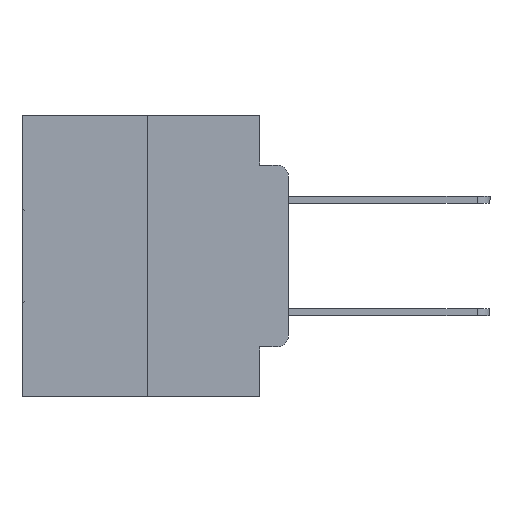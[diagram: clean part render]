
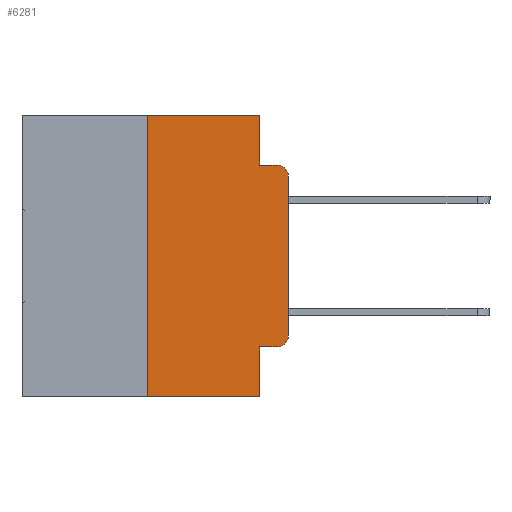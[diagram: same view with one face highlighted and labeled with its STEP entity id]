
A CAD part, left-side view. The second image highlights one B-rep face of the part: STEP entity #6281.
In plain terms, the highlighted planar face has unit normal (-1, 0, 0).
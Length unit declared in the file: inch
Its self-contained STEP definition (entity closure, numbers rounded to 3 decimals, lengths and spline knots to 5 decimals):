
#2838 = AXIS2_PLACEMENT_3D ( 'NONE', #27522, #13045, #29909 ) ;
#2999 = VECTOR ( 'NONE', #17978, 39.37008 ) ;
#3743 = CARTESIAN_POINT ( 'NONE',  ( 0., 0., -0.3915 ) ) ;
#4053 = ORIENTED_EDGE ( 'NONE', *, *, #6191, .F. ) ;
#4106 = ORIENTED_EDGE ( 'NONE', *, *, #18241, .F. ) ;
#4484 = VERTEX_POINT ( 'NONE', #6060 ) ;
#5521 = DIRECTION ( 'NONE',  ( 0., -1., 0. ) ) ;
#5584 = VECTOR ( 'NONE', #13657, 39.37008 ) ;
#6060 = CARTESIAN_POINT ( 'NONE',  ( 0., 0.02, -0.4115 ) ) ;
#6191 = EDGE_CURVE ( 'NONE', #7029, #10668, #13517, .T. ) ;
#6234 = CARTESIAN_POINT ( 'NONE',  ( 0., 0.25, -0.5 ) ) ;
#6281 = ADVANCED_FACE ( 'NONE', ( #11991 ), #22704, .F. ) ;
#6722 = CARTESIAN_POINT ( 'NONE',  ( 0., 0.473, -0.5 ) ) ;
#6926 = LINE ( 'NONE', #7867, #12691 ) ;
#7029 = VERTEX_POINT ( 'NONE', #16298 ) ;
#7696 = CARTESIAN_POINT ( 'NONE',  ( 0., 0.051, 0. ) ) ;
#7741 = ORIENTED_EDGE ( 'NONE', *, *, #25958, .T. ) ;
#7867 = CARTESIAN_POINT ( 'NONE',  ( 0., 0.051, 0. ) ) ;
#8117 = CARTESIAN_POINT ( 'NONE',  ( 0., 0.02, -0.1085 ) ) ;
#8522 = VECTOR ( 'NONE', #26737, 39.37008 ) ;
#8808 = CARTESIAN_POINT ( 'NONE',  ( 0., 0.02, -0.0885 ) ) ;
#10218 = DIRECTION ( 'NONE',  ( 0., 0., -1. ) ) ;
#10471 = LINE ( 'NONE', #17874, #16239 ) ;
#10531 = DIRECTION ( 'NONE',  ( 1., 0., 0. ) ) ;
#10626 = DIRECTION ( 'NONE',  ( 0., 0., -1. ) ) ;
#10668 = VERTEX_POINT ( 'NONE', #28850 ) ;
#11991 = FACE_OUTER_BOUND ( 'NONE', #24989, .T. ) ;
#11997 = VERTEX_POINT ( 'NONE', #8808 ) ;
#12130 = LINE ( 'NONE', #28123, #5584 ) ;
#12691 = VECTOR ( 'NONE', #24932, 39.37008 ) ;
#12954 = CARTESIAN_POINT ( 'NONE',  ( 0., 0.25, 0. ) ) ;
#13045 = DIRECTION ( 'NONE',  ( -1., 0., 0. ) ) ;
#13230 = LINE ( 'NONE', #24372, #25399 ) ;
#13517 = LINE ( 'NONE', #7696, #25677 ) ;
#13657 = DIRECTION ( 'NONE',  ( 0., -1., 0. ) ) ;
#13721 = VERTEX_POINT ( 'NONE', #18258 ) ;
#13774 = VERTEX_POINT ( 'NONE', #6234 ) ;
#14030 = CARTESIAN_POINT ( 'NONE',  ( 0., 0.25, 0. ) ) ;
#15056 = EDGE_CURVE ( 'NONE', #4484, #17131, #27623, .T. ) ;
#15062 = LINE ( 'NONE', #21943, #8522 ) ;
#16172 = EDGE_CURVE ( 'NONE', #19092, #29025, #13230, .T. ) ;
#16239 = VECTOR ( 'NONE', #5521, 39.37008 ) ;
#16298 = CARTESIAN_POINT ( 'NONE',  ( 0., 0.051, -0.4115 ) ) ;
#16951 = LINE ( 'NONE', #12954, #2999 ) ;
#16975 = AXIS2_PLACEMENT_3D ( 'NONE', #25101, #10531, #27456 ) ;
#17131 = VERTEX_POINT ( 'NONE', #3743 ) ;
#17227 = DIRECTION ( 'NONE',  ( 0., -1., 0. ) ) ;
#17874 = CARTESIAN_POINT ( 'NONE',  ( 0., 0.051, -0.4115 ) ) ;
#17978 = DIRECTION ( 'NONE',  ( 0., 0., 1. ) ) ;
#18241 = EDGE_CURVE ( 'NONE', #29025, #28358, #6926, .T. ) ;
#18258 = CARTESIAN_POINT ( 'NONE',  ( 0., 0., -0.1085 ) ) ;
#19092 = VERTEX_POINT ( 'NONE', #14030 ) ;
#19439 = EDGE_CURVE ( 'NONE', #13774, #19092, #16951, .T. ) ;
#20543 = ORIENTED_EDGE ( 'NONE', *, *, #15056, .T. ) ;
#21267 = CARTESIAN_POINT ( 'NONE',  ( 0., 0.051, -0.0885 ) ) ;
#21943 = CARTESIAN_POINT ( 'NONE',  ( 0., 0., 0. ) ) ;
#22042 = ORIENTED_EDGE ( 'NONE', *, *, #19439, .F. ) ;
#22479 = ORIENTED_EDGE ( 'NONE', *, *, #29369, .T. ) ;
#22704 = PLANE ( 'NONE',  #16975 ) ;
#22713 = VECTOR ( 'NONE', #26219, 39.37008 ) ;
#23055 = EDGE_CURVE ( 'NONE', #28358, #11997, #12130, .T. ) ;
#23457 = LINE ( 'NONE', #6722, #22713 ) ;
#23912 = CIRCLE ( 'NONE', #27081, 0.02 ) ;
#24372 = CARTESIAN_POINT ( 'NONE',  ( 0., 0.473, 0. ) ) ;
#24932 = DIRECTION ( 'NONE',  ( 0., 0., -1. ) ) ;
#24989 = EDGE_LOOP ( 'NONE', ( #31357, #22479, #26049, #4106, #26422, #22042, #7741, #4053, #29166, #20543 ) ) ;
#25101 = CARTESIAN_POINT ( 'NONE',  ( 0., 0.473, 0. ) ) ;
#25184 = DIRECTION ( 'NONE',  ( -1., 0., 0. ) ) ;
#25399 = VECTOR ( 'NONE', #17227, 39.37008 ) ;
#25677 = VECTOR ( 'NONE', #10218, 39.37008 ) ;
#25958 = EDGE_CURVE ( 'NONE', #13774, #10668, #23457, .T. ) ;
#26049 = ORIENTED_EDGE ( 'NONE', *, *, #23055, .F. ) ;
#26219 = DIRECTION ( 'NONE',  ( 0., -1., 0. ) ) ;
#26230 = CARTESIAN_POINT ( 'NONE',  ( 0., 0.051, 0. ) ) ;
#26422 = ORIENTED_EDGE ( 'NONE', *, *, #16172, .F. ) ;
#26737 = DIRECTION ( 'NONE',  ( 0., 0., 1. ) ) ;
#27081 = AXIS2_PLACEMENT_3D ( 'NONE', #8117, #25184, #10626 ) ;
#27456 = DIRECTION ( 'NONE',  ( 0., 0., -1. ) ) ;
#27522 = CARTESIAN_POINT ( 'NONE',  ( 0., 0.02, -0.3915 ) ) ;
#27623 = CIRCLE ( 'NONE', #2838, 0.02 ) ;
#28123 = CARTESIAN_POINT ( 'NONE',  ( 0., 0.051, -0.0885 ) ) ;
#28358 = VERTEX_POINT ( 'NONE', #21267 ) ;
#28850 = CARTESIAN_POINT ( 'NONE',  ( 0., 0.051, -0.5 ) ) ;
#29025 = VERTEX_POINT ( 'NONE', #26230 ) ;
#29166 = ORIENTED_EDGE ( 'NONE', *, *, #31128, .T. ) ;
#29369 = EDGE_CURVE ( 'NONE', #13721, #11997, #23912, .T. ) ;
#29909 = DIRECTION ( 'NONE',  ( 0., 0., -1. ) ) ;
#30966 = EDGE_CURVE ( 'NONE', #17131, #13721, #15062, .T. ) ;
#31128 = EDGE_CURVE ( 'NONE', #7029, #4484, #10471, .T. ) ;
#31357 = ORIENTED_EDGE ( 'NONE', *, *, #30966, .T. ) ;
